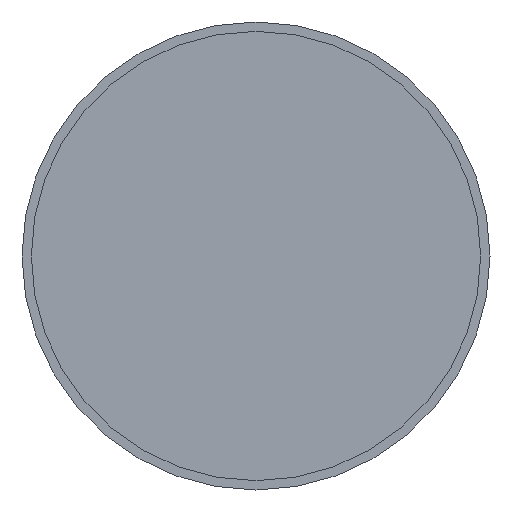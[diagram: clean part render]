
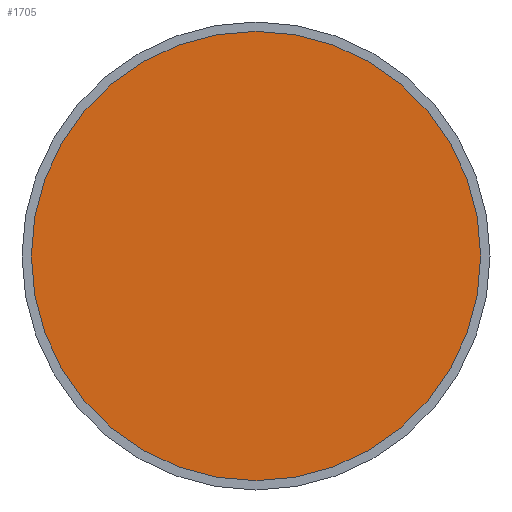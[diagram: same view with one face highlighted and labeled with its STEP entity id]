
A CAD part, front view. The second image highlights one B-rep face of the part: STEP entity #1705.
In plain terms, the highlighted planar face has unit normal (0, -1, 0).
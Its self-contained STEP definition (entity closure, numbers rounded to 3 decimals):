
#183 = CARTESIAN_POINT ( 'NONE',  ( 0., 0., 0. ) ) ;
#220 = VERTEX_POINT ( 'NONE', #784 ) ;
#298 = DIRECTION ( 'NONE',  ( 1., 0., 0. ) ) ;
#366 = EDGE_CURVE ( 'NONE', #220, #391, #1404, .T. ) ;
#391 = VERTEX_POINT ( 'NONE', #833 ) ;
#508 = CARTESIAN_POINT ( 'NONE',  ( 0., 0., 0. ) ) ;
#512 = AXIS2_PLACEMENT_3D ( 'NONE', #508, #934, #813 ) ;
#770 = AXIS2_PLACEMENT_3D ( 'NONE', #1043, #1298, #773 ) ;
#773 = DIRECTION ( 'NONE',  ( 1., 0., 0. ) ) ;
#784 = CARTESIAN_POINT ( 'NONE',  ( 48., 0., 0. ) ) ;
#813 = DIRECTION ( 'NONE',  ( -1., 0., 0. ) ) ;
#833 = CARTESIAN_POINT ( 'NONE',  ( -48., 0., 0. ) ) ;
#916 = PLANE ( 'NONE',  #512 ) ;
#934 = DIRECTION ( 'NONE',  ( 0., 1., 0. ) ) ;
#956 = ORIENTED_EDGE ( 'NONE', *, *, #1130, .T. ) ;
#962 = ORIENTED_EDGE ( 'NONE', *, *, #366, .T. ) ;
#1043 = CARTESIAN_POINT ( 'NONE',  ( 0., 0., 0. ) ) ;
#1080 = EDGE_LOOP ( 'NONE', ( #962, #956 ) ) ;
#1130 = EDGE_CURVE ( 'NONE', #391, #220, #1468, .T. ) ;
#1178 = FACE_OUTER_BOUND ( 'NONE', #1080, .T. ) ;
#1298 = DIRECTION ( 'NONE',  ( 0., -1., 0. ) ) ;
#1310 = AXIS2_PLACEMENT_3D ( 'NONE', #183, #1511, #298 ) ;
#1404 = CIRCLE ( 'NONE', #1310, 48. ) ;
#1468 = CIRCLE ( 'NONE', #770, 48. ) ;
#1511 = DIRECTION ( 'NONE',  ( 0., -1., 0. ) ) ;
#1705 = ADVANCED_FACE ( 'NONE', ( #1178 ), #916, .F. ) ;
